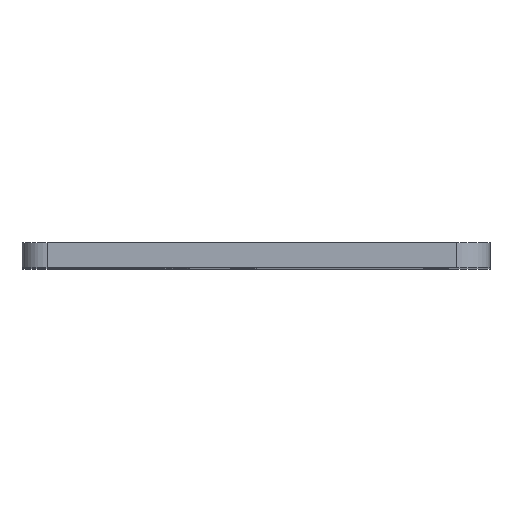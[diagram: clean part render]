
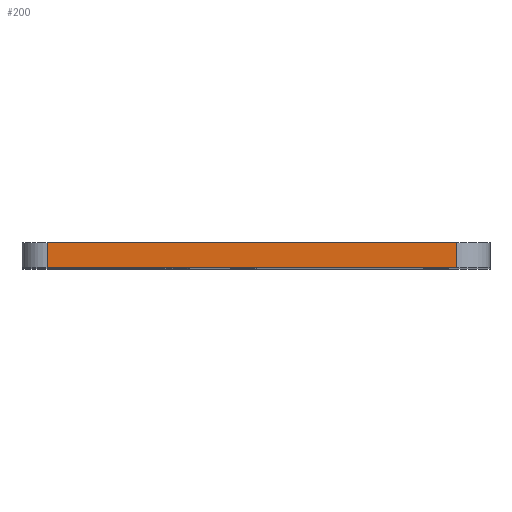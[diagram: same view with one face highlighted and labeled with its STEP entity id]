
A CAD part, top view. The second image highlights one B-rep face of the part: STEP entity #200.
In plain terms, the highlighted planar face has unit normal (0, 0, 1).
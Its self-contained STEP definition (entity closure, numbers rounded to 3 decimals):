
#26 = VERTEX_POINT ( 'NONE', #1033 ) ;
#52 = CARTESIAN_POINT ( 'NONE',  ( -35., 3., 47. ) ) ;
#200 = ADVANCED_FACE ( 'NONE', ( #903 ), #1282, .F. ) ;
#292 = ORIENTED_EDGE ( 'NONE', *, *, #846, .T. ) ;
#406 = DIRECTION ( 'NONE',  ( 0., 1., 0. ) ) ;
#544 = DIRECTION ( 'NONE',  ( -1., 0., 0. ) ) ;
#575 = LINE ( 'NONE', #1771, #1752 ) ;
#585 = CARTESIAN_POINT ( 'NONE',  ( -18., 0., 47. ) ) ;
#615 = DIRECTION ( 'NONE',  ( 1., 0., 0. ) ) ;
#700 = EDGE_LOOP ( 'NONE', ( #1276, #292, #1136, #733 ) ) ;
#724 = LINE ( 'NONE', #585, #1923 ) ;
#733 = ORIENTED_EDGE ( 'NONE', *, *, #1606, .T. ) ;
#770 = LINE ( 'NONE', #52, #1296 ) ;
#773 = VERTEX_POINT ( 'NONE', #972 ) ;
#787 = LINE ( 'NONE', #924, #1542 ) ;
#846 = EDGE_CURVE ( 'NONE', #1364, #773, #575, .T. ) ;
#856 = VERTEX_POINT ( 'NONE', #1781 ) ;
#903 = FACE_OUTER_BOUND ( 'NONE', #700, .T. ) ;
#924 = CARTESIAN_POINT ( 'NONE',  ( -18., 3., 47. ) ) ;
#972 = CARTESIAN_POINT ( 'NONE',  ( 14., 3., 47. ) ) ;
#976 = EDGE_CURVE ( 'NONE', #856, #1364, #724, .T. ) ;
#1033 = CARTESIAN_POINT ( 'NONE',  ( -35., 3., 47. ) ) ;
#1125 = EDGE_CURVE ( 'NONE', #26, #773, #787, .T. ) ;
#1136 = ORIENTED_EDGE ( 'NONE', *, *, #1125, .F. ) ;
#1276 = ORIENTED_EDGE ( 'NONE', *, *, #976, .T. ) ;
#1282 = PLANE ( 'NONE',  #1727 ) ;
#1296 = VECTOR ( 'NONE', #1884, 1000. ) ;
#1364 = VERTEX_POINT ( 'NONE', #1963 ) ;
#1460 = CARTESIAN_POINT ( 'NONE',  ( -18., 3., 47. ) ) ;
#1542 = VECTOR ( 'NONE', #615, 1000. ) ;
#1606 = EDGE_CURVE ( 'NONE', #26, #856, #770, .T. ) ;
#1620 = DIRECTION ( 'NONE',  ( 0., 0., -1. ) ) ;
#1727 = AXIS2_PLACEMENT_3D ( 'NONE', #1460, #1620, #544 ) ;
#1752 = VECTOR ( 'NONE', #406, 1000. ) ;
#1771 = CARTESIAN_POINT ( 'NONE',  ( 14., 0., 47. ) ) ;
#1781 = CARTESIAN_POINT ( 'NONE',  ( -35., 0., 47. ) ) ;
#1799 = DIRECTION ( 'NONE',  ( 1., 0., 0. ) ) ;
#1884 = DIRECTION ( 'NONE',  ( 0., -1., 0. ) ) ;
#1923 = VECTOR ( 'NONE', #1799, 1000. ) ;
#1963 = CARTESIAN_POINT ( 'NONE',  ( 14., 0., 47. ) ) ;
